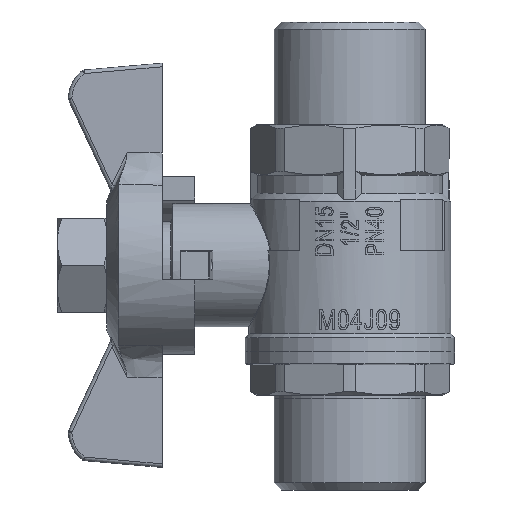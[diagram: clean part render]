
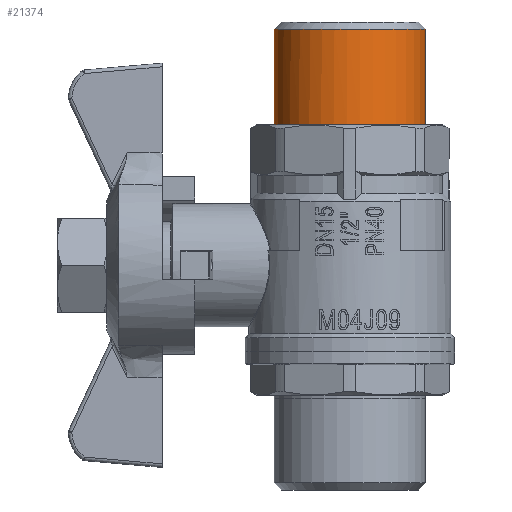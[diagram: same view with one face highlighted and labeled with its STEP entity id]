
A CAD part, front view. The second image highlights one B-rep face of the part: STEP entity #21374.
In plain terms, the highlighted cylindrical face has radius 10.477 mm (diameter 20.955 mm), a full revolution.
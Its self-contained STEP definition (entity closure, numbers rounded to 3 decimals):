
#1620=CYLINDRICAL_SURFACE('',#31741,10.478);
#10278=ORIENTED_EDGE('',*,*,#13864,.F.);
#10279=ORIENTED_EDGE('',*,*,#13863,.T.);
#13863=EDGE_CURVE('',#16123,#16123,#16577,.T.);
#13864=EDGE_CURVE('',#16124,#16124,#16578,.T.);
#16123=VERTEX_POINT('',#47793);
#16124=VERTEX_POINT('',#47796);
#16577=CIRCLE('',#31740,10.478);
#16578=CIRCLE('',#31742,10.478);
#17825=EDGE_LOOP('',(#10278));
#17826=EDGE_LOOP('',(#10279));
#19145=FACE_BOUND('',#17825,.T.);
#19146=FACE_BOUND('',#17826,.T.);
#21374=ADVANCED_FACE('',(#19145,#19146),#1620,.T.);
#31740=AXIS2_PLACEMENT_3D('',#47792,#38725,#38726);
#31741=AXIS2_PLACEMENT_3D('',#47794,#38727,#38728);
#31742=AXIS2_PLACEMENT_3D('',#47795,#38729,#38730);
#38725=DIRECTION('',(0.,0.,1.));
#38726=DIRECTION('',(0.924,-0.383,0.));
#38727=DIRECTION('',(0.,0.,1.));
#38728=DIRECTION('',(0.924,-0.383,0.));
#38729=DIRECTION('',(0.,0.,1.));
#38730=DIRECTION('',(0.,1.,0.));
#47792=CARTESIAN_POINT('',(-3.5,0.,5.5));
#47793=CARTESIAN_POINT('',(6.18,-4.01,5.5));
#47794=CARTESIAN_POINT('',(-3.5,0.,5.5));
#47795=CARTESIAN_POINT('',(-3.5,0.,18.7));
#47796=CARTESIAN_POINT('',(-3.5,10.478,18.7));
